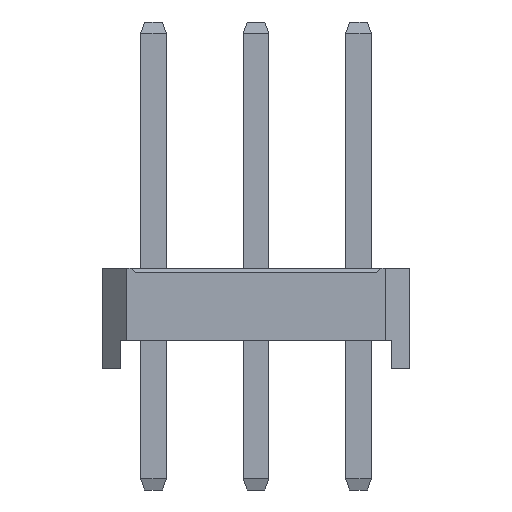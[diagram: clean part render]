
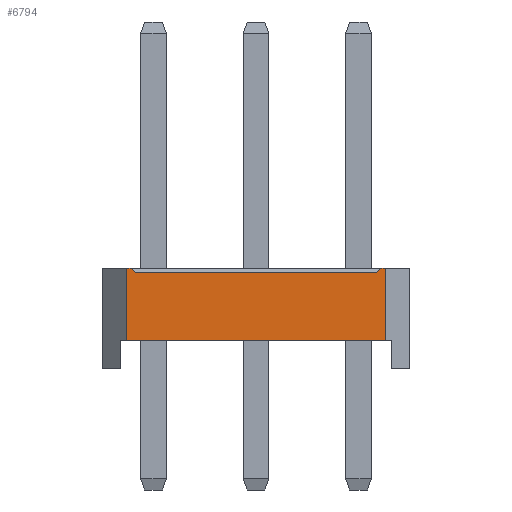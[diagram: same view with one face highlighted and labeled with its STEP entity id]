
A CAD part, left-side view. The second image highlights one B-rep face of the part: STEP entity #6794.
In plain terms, the highlighted planar face has unit normal (-1, 0, 0).
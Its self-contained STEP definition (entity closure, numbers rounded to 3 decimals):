
#6794=ADVANCED_FACE('',(#25677),#25679,.T.);
#25677=FACE_BOUND('',#25678,.T.);
#25678=EDGE_LOOP('',(#40219,#40220,#40221,#40222,#40223,#40224,#40225,#40226));
#25679=PLANE('',#25680);
#25680=AXIS2_PLACEMENT_3D('',#25681,#25682,#25683);
#25681=CARTESIAN_POINT('',(-1.27,5.75,0.));
#25682=DIRECTION('',(-1.,0.,0.));
#25683=DIRECTION('',(0.,-1.,0.));
#40219=ORIENTED_EDGE('',*,*,#49128,.F.);
#40220=ORIENTED_EDGE('',*,*,#49129,.T.);
#40221=ORIENTED_EDGE('',*,*,#49130,.F.);
#40222=ORIENTED_EDGE('',*,*,#47019,.F.);
#40223=ORIENTED_EDGE('',*,*,#49131,.F.);
#40224=ORIENTED_EDGE('',*,*,#46346,.T.);
#40225=ORIENTED_EDGE('',*,*,#49127,.T.);
#40226=ORIENTED_EDGE('',*,*,#47023,.F.);
#46346=EDGE_CURVE('',#51552,#51550,#51553,.T.);
#47019=EDGE_CURVE('',#52896,#52898,#52899,.T.);
#47023=EDGE_CURVE('',#52904,#52906,#52907,.T.);
#49127=EDGE_CURVE('',#51550,#52906,#56365,.T.);
#49128=EDGE_CURVE('',#56366,#52904,#56367,.F.);
#49129=EDGE_CURVE('',#56366,#56368,#56369,.T.);
#49130=EDGE_CURVE('',#52898,#56368,#56370,.F.);
#49131=EDGE_CURVE('',#51552,#52896,#56371,.T.);
#51550=VERTEX_POINT('',#59968);
#51552=VERTEX_POINT('',#59972);
#51553=LINE('',#59973,#59974);
#52896=VERTEX_POINT('',#62660);
#52898=VERTEX_POINT('',#62664);
#52899=LINE('',#62665,#62666);
#52904=VERTEX_POINT('',#62676);
#52906=VERTEX_POINT('',#62680);
#52907=LINE('',#62681,#62682);
#56365=LINE('',#70347,#70348);
#56366=VERTEX_POINT('',#70350);
#56367=LINE('',#70351,#70352);
#56368=VERTEX_POINT('',#70354);
#56369=LINE('',#70355,#70356);
#56370=LINE('',#70358,#70359);
#56371=LINE('',#70361,#70362);
#59968=CARTESIAN_POINT('',(-1.27,-0.67,0.7));
#59972=CARTESIAN_POINT('',(-1.27,5.75,0.7));
#59973=CARTESIAN_POINT('',(-1.27,5.75,0.7));
#59974=VECTOR('',#59975,1.);
#59975=DIRECTION('',(0.,-1.,0.));
#62660=CARTESIAN_POINT('',(-1.27,5.75,2.5));
#62664=CARTESIAN_POINT('',(-1.27,5.63,2.5));
#62665=CARTESIAN_POINT('',(-1.27,5.75,2.5));
#62666=VECTOR('',#62667,1.);
#62667=DIRECTION('',(0.,-1.,0.));
#62676=CARTESIAN_POINT('',(-1.27,-0.55,2.5));
#62680=CARTESIAN_POINT('',(-1.27,-0.67,2.5));
#62681=CARTESIAN_POINT('',(-1.27,-0.55,2.5));
#62682=VECTOR('',#62683,1.);
#62683=DIRECTION('',(0.,-1.,0.));
#70347=CARTESIAN_POINT('',(-1.27,-0.67,0.7));
#70348=VECTOR('',#70349,1.);
#70349=DIRECTION('',(0.,0.,1.));
#70350=CARTESIAN_POINT('',(-1.27,-0.45,2.4));
#70351=CARTESIAN_POINT('',(-1.27,-0.55,2.5));
#70352=VECTOR('',#70353,1.);
#70353=DIRECTION('',(0.,0.707,-0.707));
#70354=CARTESIAN_POINT('',(-1.27,5.53,2.4));
#70355=CARTESIAN_POINT('',(-1.27,-0.45,2.4));
#70356=VECTOR('',#70357,1.);
#70357=DIRECTION('',(0.,1.,0.));
#70358=CARTESIAN_POINT('',(-1.27,5.53,2.4));
#70359=VECTOR('',#70360,1.);
#70360=DIRECTION('',(0.,0.707,0.707));
#70361=CARTESIAN_POINT('',(-1.27,5.75,0.7));
#70362=VECTOR('',#70363,1.);
#70363=DIRECTION('',(0.,0.,1.));
